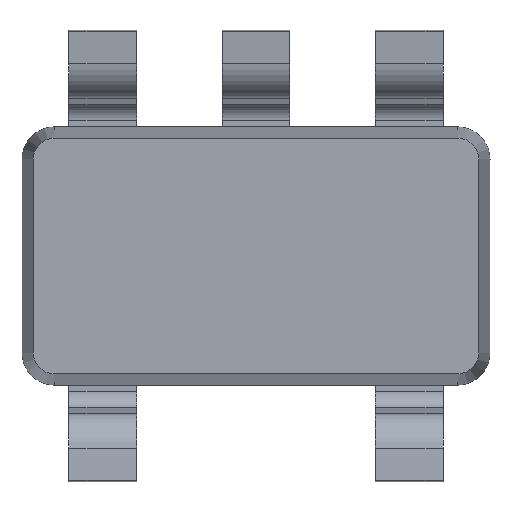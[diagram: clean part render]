
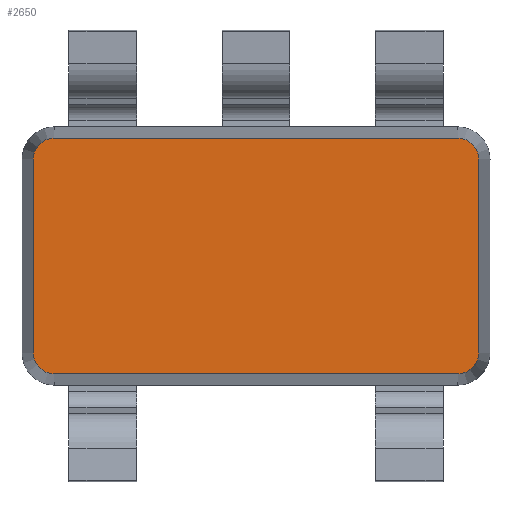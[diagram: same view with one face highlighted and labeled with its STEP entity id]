
A CAD part, front view. The second image highlights one B-rep face of the part: STEP entity #2650.
In plain terms, the highlighted planar face has unit normal (0, -1, 0).
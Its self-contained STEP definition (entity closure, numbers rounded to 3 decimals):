
#16 = EDGE_CURVE ( 'NONE', #1368, #3046, #2676, .T. ) ;
#154 = ORIENTED_EDGE ( 'NONE', *, *, #881, .T. ) ;
#236 = CARTESIAN_POINT ( 'NONE',  ( -0.73, 0.1, 1.25 ) ) ;
#287 = LINE ( 'NONE', #769, #1182 ) ;
#302 = VERTEX_POINT ( 'NONE', #2837 ) ;
#303 = VECTOR ( 'NONE', #3096, 1000. ) ;
#390 = EDGE_CURVE ( 'NONE', #2514, #302, #1526, .T. ) ;
#443 = CARTESIAN_POINT ( 'NONE',  ( 0.6, 0.1, -1.38 ) ) ;
#563 = DIRECTION ( 'NONE',  ( 0., -1., 0. ) ) ;
#603 = ORIENTED_EDGE ( 'NONE', *, *, #390, .T. ) ;
#614 = EDGE_CURVE ( 'NONE', #302, #1368, #2504, .T. ) ;
#644 = LINE ( 'NONE', #2547, #2877 ) ;
#769 = CARTESIAN_POINT ( 'NONE',  ( 0.6, 0.1, -1.38 ) ) ;
#815 = DIRECTION ( 'NONE',  ( -1., 0., 0. ) ) ;
#828 = CARTESIAN_POINT ( 'NONE',  ( -0.6, 0.1, -1.38 ) ) ;
#881 = EDGE_CURVE ( 'NONE', #1938, #2514, #1349, .T. ) ;
#933 = DIRECTION ( 'NONE',  ( 1., 0., 0. ) ) ;
#974 = CARTESIAN_POINT ( 'NONE',  ( 0.6, 0.1, 1.38 ) ) ;
#1003 = DIRECTION ( 'NONE',  ( 0., 0., 1. ) ) ;
#1022 = AXIS2_PLACEMENT_3D ( 'NONE', #2722, #2026, #815 ) ;
#1030 = CARTESIAN_POINT ( 'NONE',  ( 0.73, 0.1, -1.25 ) ) ;
#1051 = CARTESIAN_POINT ( 'NONE',  ( -0.6, 0.1, 1.25 ) ) ;
#1149 = EDGE_CURVE ( 'NONE', #2788, #1938, #287, .T. ) ;
#1182 = VECTOR ( 'NONE', #1821, 1000. ) ;
#1246 = DIRECTION ( 'NONE',  ( 0., 0., 1. ) ) ;
#1318 = ORIENTED_EDGE ( 'NONE', *, *, #16, .T. ) ;
#1349 = CIRCLE ( 'NONE', #2158, 0.13 ) ;
#1368 = VERTEX_POINT ( 'NONE', #974 ) ;
#1385 = DIRECTION ( 'NONE',  ( 0., 0., -1. ) ) ;
#1526 = LINE ( 'NONE', #1030, #1717 ) ;
#1668 = CARTESIAN_POINT ( 'NONE',  ( 0.73, 0.1, -1.25 ) ) ;
#1717 = VECTOR ( 'NONE', #1246, 1000. ) ;
#1769 = EDGE_LOOP ( 'NONE', ( #2200, #2331, #154, #603, #2595, #1318, #2254, #1889 ) ) ;
#1821 = DIRECTION ( 'NONE',  ( 1., 0., 0. ) ) ;
#1831 = EDGE_CURVE ( 'NONE', #2673, #2788, #1970, .T. ) ;
#1859 = CARTESIAN_POINT ( 'NONE',  ( 0.6, 0.1, -1.25 ) ) ;
#1889 = ORIENTED_EDGE ( 'NONE', *, *, #2324, .T. ) ;
#1938 = VERTEX_POINT ( 'NONE', #443 ) ;
#1970 = CIRCLE ( 'NONE', #3063, 0.13 ) ;
#1981 = CARTESIAN_POINT ( 'NONE',  ( -0.73, 0.1, -1.25 ) ) ;
#2026 = DIRECTION ( 'NONE',  ( 0., -1., 0. ) ) ;
#2129 = DIRECTION ( 'NONE',  ( 1., 0., 0. ) ) ;
#2135 = DIRECTION ( 'NONE',  ( 0., -1., 0. ) ) ;
#2158 = AXIS2_PLACEMENT_3D ( 'NONE', #1859, #2581, #2129 ) ;
#2200 = ORIENTED_EDGE ( 'NONE', *, *, #1831, .T. ) ;
#2254 = ORIENTED_EDGE ( 'NONE', *, *, #3090, .T. ) ;
#2324 = EDGE_CURVE ( 'NONE', #2931, #2673, #644, .T. ) ;
#2331 = ORIENTED_EDGE ( 'NONE', *, *, #1149, .T. ) ;
#2367 = CARTESIAN_POINT ( 'NONE',  ( -0.6, 0.1, -1.25 ) ) ;
#2463 = CARTESIAN_POINT ( 'NONE',  ( -0.6, 0.1, 1.38 ) ) ;
#2504 = CIRCLE ( 'NONE', #2895, 0.13 ) ;
#2512 = FACE_OUTER_BOUND ( 'NONE', #1769, .T. ) ;
#2514 = VERTEX_POINT ( 'NONE', #1668 ) ;
#2547 = CARTESIAN_POINT ( 'NONE',  ( -0.73, 0.1, -1.25 ) ) ;
#2581 = DIRECTION ( 'NONE',  ( 0., -1., 0. ) ) ;
#2591 = DIRECTION ( 'NONE',  ( 0., -1., 0. ) ) ;
#2595 = ORIENTED_EDGE ( 'NONE', *, *, #614, .T. ) ;
#2618 = AXIS2_PLACEMENT_3D ( 'NONE', #1051, #563, #1003 ) ;
#2631 = CARTESIAN_POINT ( 'NONE',  ( 0.6, 0.1, 1.25 ) ) ;
#2650 = ADVANCED_FACE ( 'NONE', ( #2512 ), #2953, .T. ) ;
#2673 = VERTEX_POINT ( 'NONE', #1981 ) ;
#2676 = LINE ( 'NONE', #2861, #303 ) ;
#2722 = CARTESIAN_POINT ( 'NONE',  ( 0.6, 0.1, -1.25 ) ) ;
#2788 = VERTEX_POINT ( 'NONE', #828 ) ;
#2822 = DIRECTION ( 'NONE',  ( 0., 0., 1. ) ) ;
#2837 = CARTESIAN_POINT ( 'NONE',  ( 0.73, 0.1, 1.25 ) ) ;
#2861 = CARTESIAN_POINT ( 'NONE',  ( 0.6, 0.1, 1.38 ) ) ;
#2865 = CIRCLE ( 'NONE', #2618, 0.13 ) ;
#2877 = VECTOR ( 'NONE', #1385, 1000. ) ;
#2895 = AXIS2_PLACEMENT_3D ( 'NONE', #2631, #2591, #933 ) ;
#2931 = VERTEX_POINT ( 'NONE', #236 ) ;
#2953 = PLANE ( 'NONE',  #1022 ) ;
#3046 = VERTEX_POINT ( 'NONE', #2463 ) ;
#3063 = AXIS2_PLACEMENT_3D ( 'NONE', #2367, #2135, #2822 ) ;
#3090 = EDGE_CURVE ( 'NONE', #3046, #2931, #2865, .T. ) ;
#3096 = DIRECTION ( 'NONE',  ( -1., 0., 0. ) ) ;
